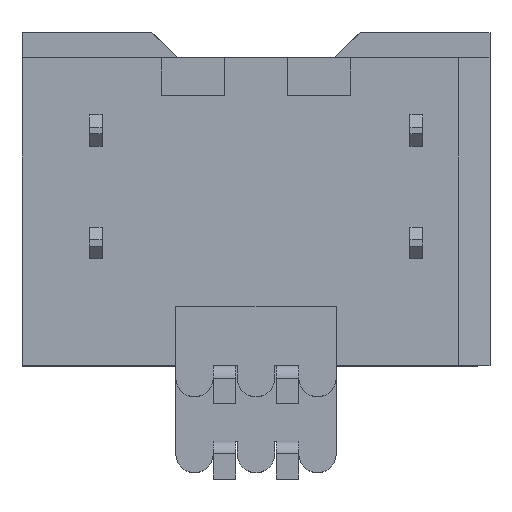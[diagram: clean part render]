
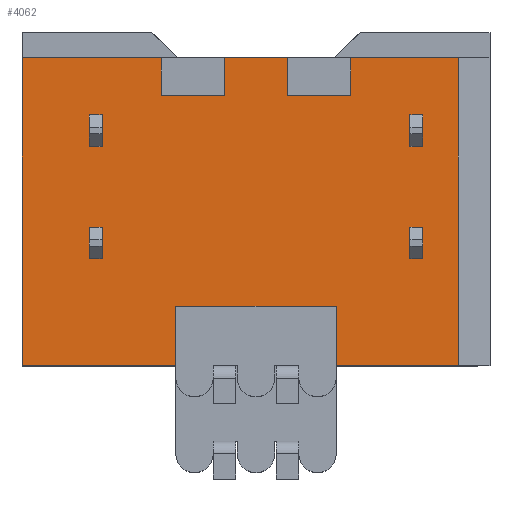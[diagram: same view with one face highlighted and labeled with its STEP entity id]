
A CAD part, top view. The second image highlights one B-rep face of the part: STEP entity #4062.
In plain terms, the highlighted planar face has unit normal (0, 0, 1).
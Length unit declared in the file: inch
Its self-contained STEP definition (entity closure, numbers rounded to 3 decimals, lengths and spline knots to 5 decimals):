
#90=ORIENTED_EDGE('',*,*,#1284,.F.);
#91=ORIENTED_EDGE('',*,*,#1285,.T.);
#92=ORIENTED_EDGE('',*,*,#1286,.F.);
#93=ORIENTED_EDGE('',*,*,#1287,.F.);
#94=ORIENTED_EDGE('',*,*,#1288,.F.);
#95=ORIENTED_EDGE('',*,*,#1289,.T.);
#96=ORIENTED_EDGE('',*,*,#1290,.F.);
#97=ORIENTED_EDGE('',*,*,#1291,.F.);
#98=ORIENTED_EDGE('',*,*,#1292,.F.);
#99=ORIENTED_EDGE('',*,*,#1293,.T.);
#100=ORIENTED_EDGE('',*,*,#1294,.F.);
#101=ORIENTED_EDGE('',*,*,#1295,.F.);
#102=ORIENTED_EDGE('',*,*,#1296,.F.);
#103=ORIENTED_EDGE('',*,*,#1297,.T.);
#104=ORIENTED_EDGE('',*,*,#1298,.F.);
#105=ORIENTED_EDGE('',*,*,#1299,.F.);
#106=ORIENTED_EDGE('',*,*,#1300,.F.);
#107=ORIENTED_EDGE('',*,*,#1301,.T.);
#108=ORIENTED_EDGE('',*,*,#1302,.F.);
#109=ORIENTED_EDGE('',*,*,#1303,.F.);
#110=ORIENTED_EDGE('',*,*,#1304,.F.);
#111=ORIENTED_EDGE('',*,*,#1305,.T.);
#112=ORIENTED_EDGE('',*,*,#1306,.T.);
#113=ORIENTED_EDGE('',*,*,#1307,.T.);
#114=ORIENTED_EDGE('',*,*,#1308,.F.);
#115=ORIENTED_EDGE('',*,*,#1309,.F.);
#116=ORIENTED_EDGE('',*,*,#1310,.T.);
#117=ORIENTED_EDGE('',*,*,#1311,.T.);
#118=ORIENTED_EDGE('',*,*,#1312,.F.);
#119=ORIENTED_EDGE('',*,*,#1313,.T.);
#120=ORIENTED_EDGE('',*,*,#1314,.F.);
#121=ORIENTED_EDGE('',*,*,#1315,.F.);
#1284=EDGE_CURVE('',#1881,#1882,#2276,.T.);
#1285=EDGE_CURVE('',#1881,#1883,#2277,.T.);
#1286=EDGE_CURVE('',#1884,#1883,#2278,.T.);
#1287=EDGE_CURVE('',#1882,#1884,#2279,.T.);
#1288=EDGE_CURVE('',#1885,#1886,#2280,.T.);
#1289=EDGE_CURVE('',#1885,#1887,#2281,.T.);
#1290=EDGE_CURVE('',#1888,#1887,#2282,.T.);
#1291=EDGE_CURVE('',#1886,#1888,#2283,.T.);
#1292=EDGE_CURVE('',#1889,#1890,#2284,.T.);
#1293=EDGE_CURVE('',#1889,#1891,#2285,.T.);
#1294=EDGE_CURVE('',#1892,#1891,#2286,.T.);
#1295=EDGE_CURVE('',#1890,#1892,#2287,.T.);
#1296=EDGE_CURVE('',#1893,#1894,#2288,.T.);
#1297=EDGE_CURVE('',#1893,#1895,#2289,.T.);
#1298=EDGE_CURVE('',#1896,#1895,#2290,.T.);
#1299=EDGE_CURVE('',#1894,#1896,#2291,.T.);
#1300=EDGE_CURVE('',#1897,#1898,#2292,.T.);
#1301=EDGE_CURVE('',#1897,#1899,#2293,.T.);
#1302=EDGE_CURVE('',#1900,#1899,#2294,.T.);
#1303=EDGE_CURVE('',#1901,#1900,#2295,.T.);
#1304=EDGE_CURVE('',#1902,#1901,#2296,.T.);
#1305=EDGE_CURVE('',#1902,#1903,#2297,.T.);
#1306=EDGE_CURVE('',#1903,#1904,#2298,.T.);
#1307=EDGE_CURVE('',#1904,#1905,#2299,.T.);
#1308=EDGE_CURVE('',#1906,#1905,#2300,.T.);
#1309=EDGE_CURVE('',#1907,#1906,#2301,.T.);
#1310=EDGE_CURVE('',#1907,#1908,#2302,.T.);
#1311=EDGE_CURVE('',#1908,#1909,#2303,.T.);
#1312=EDGE_CURVE('',#1910,#1909,#2304,.T.);
#1313=EDGE_CURVE('',#1910,#1911,#2305,.T.);
#1314=EDGE_CURVE('',#1912,#1911,#2306,.T.);
#1315=EDGE_CURVE('',#1898,#1912,#2307,.T.);
#1881=VERTEX_POINT('',#5656);
#1882=VERTEX_POINT('',#5657);
#1883=VERTEX_POINT('',#5659);
#1884=VERTEX_POINT('',#5661);
#1885=VERTEX_POINT('',#5664);
#1886=VERTEX_POINT('',#5665);
#1887=VERTEX_POINT('',#5667);
#1888=VERTEX_POINT('',#5669);
#1889=VERTEX_POINT('',#5672);
#1890=VERTEX_POINT('',#5673);
#1891=VERTEX_POINT('',#5675);
#1892=VERTEX_POINT('',#5677);
#1893=VERTEX_POINT('',#5680);
#1894=VERTEX_POINT('',#5681);
#1895=VERTEX_POINT('',#5683);
#1896=VERTEX_POINT('',#5685);
#1897=VERTEX_POINT('',#5688);
#1898=VERTEX_POINT('',#5689);
#1899=VERTEX_POINT('',#5691);
#1900=VERTEX_POINT('',#5693);
#1901=VERTEX_POINT('',#5695);
#1902=VERTEX_POINT('',#5697);
#1903=VERTEX_POINT('',#5699);
#1904=VERTEX_POINT('',#5701);
#1905=VERTEX_POINT('',#5703);
#1906=VERTEX_POINT('',#5705);
#1907=VERTEX_POINT('',#5707);
#1908=VERTEX_POINT('',#5709);
#1909=VERTEX_POINT('',#5711);
#1910=VERTEX_POINT('',#5713);
#1911=VERTEX_POINT('',#5715);
#1912=VERTEX_POINT('',#5717);
#2276=LINE('',#5655,#2837);
#2277=LINE('',#5658,#2838);
#2278=LINE('',#5660,#2839);
#2279=LINE('',#5662,#2840);
#2280=LINE('',#5663,#2841);
#2281=LINE('',#5666,#2842);
#2282=LINE('',#5668,#2843);
#2283=LINE('',#5670,#2844);
#2284=LINE('',#5671,#2845);
#2285=LINE('',#5674,#2846);
#2286=LINE('',#5676,#2847);
#2287=LINE('',#5678,#2848);
#2288=LINE('',#5679,#2849);
#2289=LINE('',#5682,#2850);
#2290=LINE('',#5684,#2851);
#2291=LINE('',#5686,#2852);
#2292=LINE('',#5687,#2853);
#2293=LINE('',#5690,#2854);
#2294=LINE('',#5692,#2855);
#2295=LINE('',#5694,#2856);
#2296=LINE('',#5696,#2857);
#2297=LINE('',#5698,#2858);
#2298=LINE('',#5700,#2859);
#2299=LINE('',#5702,#2860);
#2300=LINE('',#5704,#2861);
#2301=LINE('',#5706,#2862);
#2302=LINE('',#5708,#2863);
#2303=LINE('',#5710,#2864);
#2304=LINE('',#5712,#2865);
#2305=LINE('',#5714,#2866);
#2306=LINE('',#5716,#2867);
#2307=LINE('',#5718,#2868);
#2837=VECTOR('',#4580,39.37008);
#2838=VECTOR('',#4581,39.37008);
#2839=VECTOR('',#4582,39.37008);
#2840=VECTOR('',#4583,39.37008);
#2841=VECTOR('',#4584,39.37008);
#2842=VECTOR('',#4585,39.37008);
#2843=VECTOR('',#4586,39.37008);
#2844=VECTOR('',#4587,39.37008);
#2845=VECTOR('',#4588,39.37008);
#2846=VECTOR('',#4589,39.37008);
#2847=VECTOR('',#4590,39.37008);
#2848=VECTOR('',#4591,39.37008);
#2849=VECTOR('',#4592,39.37008);
#2850=VECTOR('',#4593,39.37008);
#2851=VECTOR('',#4594,39.37008);
#2852=VECTOR('',#4595,39.37008);
#2853=VECTOR('',#4596,39.37008);
#2854=VECTOR('',#4597,39.37008);
#2855=VECTOR('',#4598,39.37008);
#2856=VECTOR('',#4599,39.37008);
#2857=VECTOR('',#4600,39.37008);
#2858=VECTOR('',#4601,39.37008);
#2859=VECTOR('',#4602,39.37008);
#2860=VECTOR('',#4603,39.37008);
#2861=VECTOR('',#4604,39.37008);
#2862=VECTOR('',#4605,39.37008);
#2863=VECTOR('',#4606,39.37008);
#2864=VECTOR('',#4607,39.37008);
#2865=VECTOR('',#4608,39.37008);
#2866=VECTOR('',#4609,39.37008);
#2867=VECTOR('',#4610,39.37008);
#2868=VECTOR('',#4611,39.37008);
#3398=EDGE_LOOP('',(#90,#91,#92,#93));
#3399=EDGE_LOOP('',(#94,#95,#96,#97));
#3400=EDGE_LOOP('',(#98,#99,#100,#101));
#3401=EDGE_LOOP('',(#102,#103,#104,#105));
#3402=EDGE_LOOP('',(#106,#107,#108,#109,#110,#111,#112,#113,#114,#115,#116,
#117,#118,#119,#120,#121));
#3630=FACE_BOUND('',#3398,.T.);
#3631=FACE_BOUND('',#3399,.T.);
#3632=FACE_BOUND('',#3400,.T.);
#3633=FACE_BOUND('',#3401,.T.);
#3634=FACE_BOUND('',#3402,.T.);
#3862=PLANE('',#4319);
#4062=ADVANCED_FACE('',(#3630,#3631,#3632,#3633,#3634),#3862,.F.);
#4319=AXIS2_PLACEMENT_3D('',#5654,#4578,#4579);
#4578=DIRECTION('',(0.,0.,-1.));
#4579=DIRECTION('',(-1.,0.,0.));
#4580=DIRECTION('',(-1.,0.,0.));
#4581=DIRECTION('',(0.,-1.,0.));
#4582=DIRECTION('',(1.,0.,0.));
#4583=DIRECTION('',(0.,-1.,0.));
#4584=DIRECTION('',(-1.,0.,0.));
#4585=DIRECTION('',(0.,-1.,0.));
#4586=DIRECTION('',(1.,0.,0.));
#4587=DIRECTION('',(0.,-1.,0.));
#4588=DIRECTION('',(-1.,0.,0.));
#4589=DIRECTION('',(0.,-1.,0.));
#4590=DIRECTION('',(1.,0.,0.));
#4591=DIRECTION('',(0.,-1.,0.));
#4592=DIRECTION('',(-1.,0.,0.));
#4593=DIRECTION('',(0.,-1.,0.));
#4594=DIRECTION('',(1.,0.,0.));
#4595=DIRECTION('',(0.,-1.,0.));
#4596=DIRECTION('',(0.,-1.,0.));
#4597=DIRECTION('',(-1.,0.,0.));
#4598=DIRECTION('',(0.,1.,0.));
#4599=DIRECTION('',(1.,0.,0.));
#4600=DIRECTION('',(0.,-1.,0.));
#4601=DIRECTION('',(-1.,0.,0.));
#4602=DIRECTION('',(0.,-1.,0.));
#4603=DIRECTION('',(1.,0.,0.));
#4604=DIRECTION('',(0.,-1.,0.));
#4605=DIRECTION('',(-1.,0.,0.));
#4606=DIRECTION('',(0.,-1.,0.));
#4607=DIRECTION('',(1.,0.,0.));
#4608=DIRECTION('',(0.,-1.,0.));
#4609=DIRECTION('',(-1.,0.,0.));
#4610=DIRECTION('',(0.,1.,0.));
#4611=DIRECTION('',(1.,0.,0.));
#5654=CARTESIAN_POINT('',(-0.1855,0.264,0.1125));
#5655=CARTESIAN_POINT('',(-0.1855,0.1985,0.1125));
#5656=CARTESIAN_POINT('',(0.132,0.1985,0.1125));
#5657=CARTESIAN_POINT('',(0.122,0.1985,0.1125));
#5658=CARTESIAN_POINT('',(0.132,0.264,0.1125));
#5659=CARTESIAN_POINT('',(0.132,0.1735,0.1125));
#5660=CARTESIAN_POINT('',(-0.1855,0.1735,0.1125));
#5661=CARTESIAN_POINT('',(0.122,0.1735,0.1125));
#5662=CARTESIAN_POINT('',(0.122,0.264,0.1125));
#5663=CARTESIAN_POINT('',(-0.1855,0.1095,0.1125));
#5664=CARTESIAN_POINT('',(0.132,0.1095,0.1125));
#5665=CARTESIAN_POINT('',(0.122,0.1095,0.1125));
#5666=CARTESIAN_POINT('',(0.132,0.264,0.1125));
#5667=CARTESIAN_POINT('',(0.132,0.0845,0.1125));
#5668=CARTESIAN_POINT('',(-0.1855,0.0845,0.1125));
#5669=CARTESIAN_POINT('',(0.122,0.0845,0.1125));
#5670=CARTESIAN_POINT('',(0.122,0.264,0.1125));
#5671=CARTESIAN_POINT('',(-0.1855,0.1985,0.1125));
#5672=CARTESIAN_POINT('',(-0.122,0.1985,0.1125));
#5673=CARTESIAN_POINT('',(-0.132,0.1985,0.1125));
#5674=CARTESIAN_POINT('',(-0.122,0.264,0.1125));
#5675=CARTESIAN_POINT('',(-0.122,0.1735,0.1125));
#5676=CARTESIAN_POINT('',(-0.1855,0.1735,0.1125));
#5677=CARTESIAN_POINT('',(-0.132,0.1735,0.1125));
#5678=CARTESIAN_POINT('',(-0.132,0.264,0.1125));
#5679=CARTESIAN_POINT('',(-0.1855,0.1095,0.1125));
#5680=CARTESIAN_POINT('',(-0.122,0.1095,0.1125));
#5681=CARTESIAN_POINT('',(-0.132,0.1095,0.1125));
#5682=CARTESIAN_POINT('',(-0.122,0.264,0.1125));
#5683=CARTESIAN_POINT('',(-0.122,0.0845,0.1125));
#5684=CARTESIAN_POINT('',(-0.1855,0.0845,0.1125));
#5685=CARTESIAN_POINT('',(-0.132,0.0845,0.1125));
#5686=CARTESIAN_POINT('',(-0.132,0.264,0.1125));
#5687=CARTESIAN_POINT('',(0.025,0.264,0.1125));
#5688=CARTESIAN_POINT('',(0.025,0.244,0.1125));
#5689=CARTESIAN_POINT('',(0.025,0.214,0.1125));
#5690=CARTESIAN_POINT('',(0.2,0.244,0.1125));
#5691=CARTESIAN_POINT('',(-0.025,0.244,0.1125));
#5692=CARTESIAN_POINT('',(-0.025,0.264,0.1125));
#5693=CARTESIAN_POINT('',(-0.025,0.214,0.1125));
#5694=CARTESIAN_POINT('',(-0.1855,0.214,0.1125));
#5695=CARTESIAN_POINT('',(-0.075,0.214,0.1125));
#5696=CARTESIAN_POINT('',(-0.075,0.264,0.1125));
#5697=CARTESIAN_POINT('',(-0.075,0.244,0.1125));
#5698=CARTESIAN_POINT('',(0.2,0.244,0.1125));
#5699=CARTESIAN_POINT('',(-0.1855,0.244,0.1125));
#5700=CARTESIAN_POINT('',(-0.1855,0.264,0.1125));
#5701=CARTESIAN_POINT('',(-0.1855,0.,0.1125));
#5702=CARTESIAN_POINT('',(-0.1855,0.,0.1125));
#5703=CARTESIAN_POINT('',(-0.0635,0.,0.1125));
#5704=CARTESIAN_POINT('',(-0.0635,0.047,0.1125));
#5705=CARTESIAN_POINT('',(-0.0635,0.047,0.1125));
#5706=CARTESIAN_POINT('',(0.0635,0.047,0.1125));
#5707=CARTESIAN_POINT('',(0.0635,0.047,0.1125));
#5708=CARTESIAN_POINT('',(0.0635,0.047,0.1125));
#5709=CARTESIAN_POINT('',(0.0635,0.,0.1125));
#5710=CARTESIAN_POINT('',(-0.1855,0.,0.1125));
#5711=CARTESIAN_POINT('',(0.1605,0.,0.1125));
#5712=CARTESIAN_POINT('',(0.1605,0.264,0.1125));
#5713=CARTESIAN_POINT('',(0.1605,0.244,0.1125));
#5714=CARTESIAN_POINT('',(0.2,0.244,0.1125));
#5715=CARTESIAN_POINT('',(0.075,0.244,0.1125));
#5716=CARTESIAN_POINT('',(0.075,0.264,0.1125));
#5717=CARTESIAN_POINT('',(0.075,0.214,0.1125));
#5718=CARTESIAN_POINT('',(-0.1855,0.214,0.1125));
